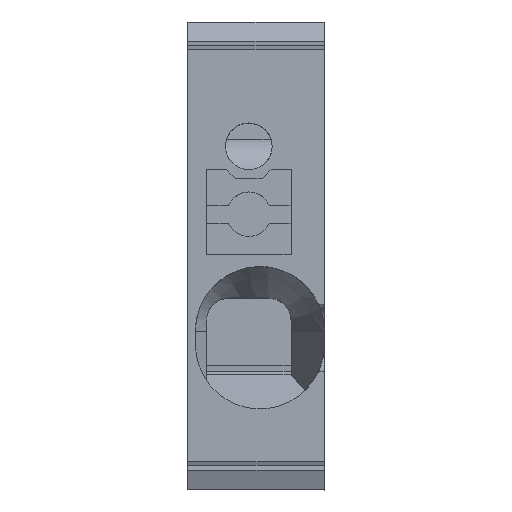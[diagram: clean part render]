
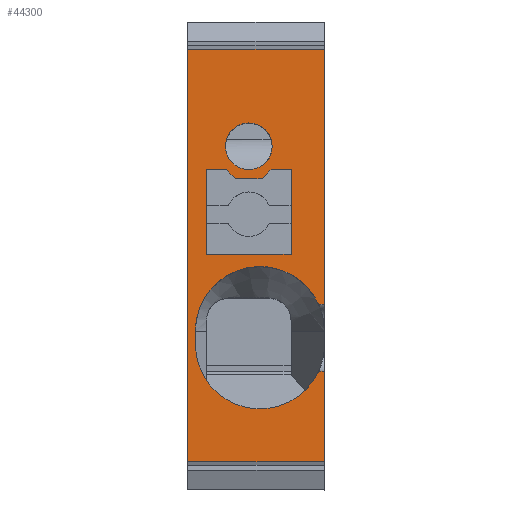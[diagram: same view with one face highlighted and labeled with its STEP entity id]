
A CAD part, top view. The second image highlights one B-rep face of the part: STEP entity #44300.
In plain terms, the highlighted face is planar.
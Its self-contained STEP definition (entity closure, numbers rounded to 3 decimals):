
#730=CARTESIAN_POINT('',(1.623,-21.172,
1.55));
#740=VERTEX_POINT('',#730);
#790=CARTESIAN_POINT('',(-35.556,-22.418,
1.55));
#800=DIRECTION('',(-0.999,-0.034,
0.));
#810=VECTOR('',#800,1.);
#820=LINE('',#790,#810);
#830=CARTESIAN_POINT('',(-9.844,-21.556,
1.55));
#840=VERTEX_POINT('',#830);
#850=EDGE_CURVE('',#740,#840,#820,.T.);
#4150=CARTESIAN_POINT('',(8.692,-20.935,
1.55));
#4160=VERTEX_POINT('',#4150);
#4190=CARTESIAN_POINT('',(4.621,-21.071,
1.55));
#4200=VERTEX_POINT('',#4190);
#4210=EDGE_CURVE('',#4160,#4200,#820,.T.);
#6080=CARTESIAN_POINT('',(-9.844,-21.556,
-4.6));
#6090=VERTEX_POINT('',#6080);
#6120=CARTESIAN_POINT('',(0.,-21.226,
-4.6));
#6130=DIRECTION('',(0.999,0.034,
0.));
#6140=VECTOR('',#6130,1.);
#6150=LINE('',#6120,#6140);
#6160=CARTESIAN_POINT('',(8.692,-20.935,
-4.6));
#6170=VERTEX_POINT('',#6160);
#6180=EDGE_CURVE('',#6090,#6170,#6150,.T.);
#40130=CARTESIAN_POINT('',(4.621,-21.071,0.));
#40140=DIRECTION('',(0.,0.,1.));
#40150=VECTOR('',#40140,1.);
#40160=LINE('',#40130,#40150);
#40170=CARTESIAN_POINT('',(4.621,-21.071,
1.29));
#40180=VERTEX_POINT('',#40170);
#40190=EDGE_CURVE('',#40180,#4200,#40160,.T.);
#42530=CARTESIAN_POINT('',(-4.424,-21.375,
0.05));
#42540=VERTEX_POINT('',#42530);
#42710=CARTESIAN_POINT('',(-4.424,-21.375,
-0.85));
#42720=VERTEX_POINT('',#42710);
#42750=CARTESIAN_POINT('',(-4.424,-21.375,0.));
#42760=DIRECTION('',(0.,0.,-1.));
#42770=VECTOR('',#42760,1.);
#42780=LINE('',#42750,#42770);
#42790=EDGE_CURVE('',#42540,#42720,#42780,.T.);
#42910=CARTESIAN_POINT('',(8.25,-20.95,
1.55));
#42920=DIRECTION('',(-0.034,0.999,
0.));
#42930=DIRECTION('',(0.999,0.034,
0.));
#42940=AXIS2_PLACEMENT_3D('',#42910,#42920,#42930);
#42950=PLANE('',#42940);
#42960=ORIENTED_EDGE('',*,*,#42790,.F.);
#42970=CARTESIAN_POINT('',(-5.273,-21.403,0.));
#42980=DIRECTION('',(0.707,0.024,
-0.707));
#42990=VECTOR('',#42980,1.);
#43000=LINE('',#42970,#42990);
#43010=CARTESIAN_POINT('',(-4.324,-21.371,
-0.95));
#43020=VERTEX_POINT('',#43010);
#43030=EDGE_CURVE('',#42720,#43020,#43000,.T.);
#43040=ORIENTED_EDGE('',*,*,#43030,.F.);
#43050=CARTESIAN_POINT('',(-5.273,-21.403,0.));
#43060=DIRECTION('',(0.707,0.024,
-0.707));
#43070=VECTOR('',#43060,1.);
#43080=LINE('',#43050,#43070);
#43090=CARTESIAN_POINT('',(-4.024,-21.361,
-1.25));
#43100=VERTEX_POINT('',#43090);
#43110=EDGE_CURVE('',#43020,#43100,#43080,.T.);
#43120=ORIENTED_EDGE('',*,*,#43110,.F.);
#43130=CARTESIAN_POINT('',(-4.024,-21.361,0.));
#43140=DIRECTION('',(0.,0.,-1.));
#43150=VECTOR('',#43140,1.);
#43160=LINE('',#43130,#43150);
#43170=CARTESIAN_POINT('',(-4.024,-21.361,
-2.45));
#43180=VERTEX_POINT('',#43170);
#43190=EDGE_CURVE('',#43100,#43180,#43160,.T.);
#43200=ORIENTED_EDGE('',*,*,#43190,.F.);
#43210=CARTESIAN_POINT('',(-1.575,-21.279,0.));
#43220=DIRECTION('',(-0.707,-0.024,
-0.707));
#43230=VECTOR('',#43220,1.);
#43240=LINE('',#43210,#43230);
#43250=CARTESIAN_POINT('',(-4.424,-21.375,
-2.85));
#43260=VERTEX_POINT('',#43250);
#43270=EDGE_CURVE('',#43180,#43260,#43240,.T.);
#43280=ORIENTED_EDGE('',*,*,#43270,.F.);
#43290=CARTESIAN_POINT('',(-4.424,-21.375,0.));
#43300=DIRECTION('',(0.,0.,-1.));
#43310=VECTOR('',#43300,1.);
#43320=LINE('',#43290,#43310);
#43330=CARTESIAN_POINT('',(-4.424,-21.375,
-3.75));
#43340=VERTEX_POINT('',#43330);
#43350=EDGE_CURVE('',#43260,#43340,#43320,.T.);
#43360=ORIENTED_EDGE('',*,*,#43350,.F.);
#43370=CARTESIAN_POINT('',(0.,-21.226,
-3.75));
#43380=DIRECTION('',(0.999,0.034,
0.));
#43390=VECTOR('',#43380,1.);
#43400=LINE('',#43370,#43390);
#43410=CARTESIAN_POINT('',(-0.626,-21.247,
-3.75));
#43420=VERTEX_POINT('',#43410);
#43430=EDGE_CURVE('',#43340,#43420,#43400,.T.);
#43440=ORIENTED_EDGE('',*,*,#43430,.F.);
#43450=CARTESIAN_POINT('',(-0.626,-21.247,0.));
#43460=DIRECTION('',(0.,0.,1.));
#43470=VECTOR('',#43460,1.);
#43480=LINE('',#43450,#43470);
#43490=CARTESIAN_POINT('',(-0.626,-21.247,
0.05));
#43500=VERTEX_POINT('',#43490);
#43510=EDGE_CURVE('',#43420,#43500,#43480,.T.);
#43520=ORIENTED_EDGE('',*,*,#43510,.F.);
#43530=CARTESIAN_POINT('',(0.,-21.226,
0.05));
#43540=DIRECTION('',(-0.999,-0.034,
0.));
#43550=VECTOR('',#43540,1.);
#43560=LINE('',#43530,#43550);
#43570=EDGE_CURVE('',#43500,#42540,#43560,.T.);
#43580=ORIENTED_EDGE('',*,*,#43570,.F.);
#43590=EDGE_LOOP('',(#43580,#43520,#43440,#43360,#43280,#43200,#43120,
#43040,#42960));
#43600=FACE_BOUND('',#43590,.T.);
#43610=CARTESIAN_POINT('',(-5.473,-21.41,
-1.85));
#43620=DIRECTION('',(0.034,-0.999,
0.));
#43630=DIRECTION('',(-0.999,-0.034,
0.));
#43640=AXIS2_PLACEMENT_3D('',#43610,#43620,#43630);
#43650=CIRCLE('',#43640,1.05);
#43660=CARTESIAN_POINT('',(-4.467,-21.376,
-2.15));
#43670=VERTEX_POINT('',#43660);
#43680=CARTESIAN_POINT('',(-4.424,-21.375,
-1.85));
#43690=VERTEX_POINT('',#43680);
#43700=EDGE_CURVE('',#43670,#43690,#43650,.T.);
#43710=ORIENTED_EDGE('',*,*,#43700,.F.);
#43720=CARTESIAN_POINT('',(-6.522,-21.445,
-1.85));
#43730=VERTEX_POINT('',#43720);
#43740=EDGE_CURVE('',#43690,#43730,#43650,.T.);
#43750=ORIENTED_EDGE('',*,*,#43740,.F.);
#43760=EDGE_CURVE('',#43730,#43670,#43650,.T.);
#43770=ORIENTED_EDGE('',*,*,#43760,.F.);
#43780=EDGE_LOOP('',(#43770,#43750,#43710));
#43790=FACE_BOUND('',#43780,.T.);
#43800=ORIENTED_EDGE('',*,*,#850,.T.);
#43810=CARTESIAN_POINT('',(1.623,-21.172,0.));
#43820=DIRECTION('',(0.,0.,-1.));
#43830=VECTOR('',#43820,1.);
#43840=LINE('',#43810,#43830);
#43850=CARTESIAN_POINT('',(1.623,-21.172,
1.29));
#43860=VERTEX_POINT('',#43850);
#43870=EDGE_CURVE('',#740,#43860,#43840,.T.);
#43880=ORIENTED_EDGE('',*,*,#43870,.F.);
#43890=CARTESIAN_POINT('',(2.822,-21.132,
-1.35));
#43900=DIRECTION('',(0.034,-0.999,
0.));
#43910=DIRECTION('',(-0.999,-0.034,
0.));
#43920=AXIS2_PLACEMENT_3D('',#43890,#43900,#43910);
#43930=CIRCLE('',#43920,2.9);
#43940=CARTESIAN_POINT('',(2.791,-21.133,
-4.25));
#43950=VERTEX_POINT('',#43940);
#43960=EDGE_CURVE('',#43860,#43950,#43930,.T.);
#43970=ORIENTED_EDGE('',*,*,#43960,.F.);
#43980=CARTESIAN_POINT('',(0.,-21.226,-4.25));
#43990=DIRECTION('',(0.999,0.034,
0.));
#44000=VECTOR('',#43990,1.);
#44010=LINE('',#43980,#44000);
#44020=CARTESIAN_POINT('',(3.422,-21.112,
-4.25));
#44030=VERTEX_POINT('',#44020);
#44040=EDGE_CURVE('',#43950,#44030,#44010,.T.);
#44050=ORIENTED_EDGE('',*,*,#44040,.F.);
#44060=CARTESIAN_POINT('',(3.422,-21.112,
-1.35));
#44070=DIRECTION('',(0.034,-0.999,
0.));
#44080=DIRECTION('',(-0.999,-0.034,
0.));
#44090=AXIS2_PLACEMENT_3D('',#44060,#44070,#44080);
#44100=CIRCLE('',#44090,2.9);
#44110=EDGE_CURVE('',#44030,#40180,#44100,.T.);
#44120=ORIENTED_EDGE('',*,*,#44110,.F.);
#44130=ORIENTED_EDGE('',*,*,#40190,.F.);
#44140=ORIENTED_EDGE('',*,*,#4210,.T.);
#44150=CARTESIAN_POINT('',(8.692,-20.935,
0.));
#44160=DIRECTION('',(0.,0.,1.));
#44170=VECTOR('',#44160,1.);
#44180=LINE('',#44150,#44170);
#44190=EDGE_CURVE('',#6170,#4160,#44180,.T.);
#44200=ORIENTED_EDGE('',*,*,#44190,.T.);
#44210=ORIENTED_EDGE('',*,*,#6180,.T.);
#44220=CARTESIAN_POINT('',(-9.844,-21.556,
0.));
#44230=DIRECTION('',(0.,0.,1.));
#44240=VECTOR('',#44230,1.);
#44250=LINE('',#44220,#44240);
#44260=EDGE_CURVE('',#6090,#840,#44250,.T.);
#44270=ORIENTED_EDGE('',*,*,#44260,.F.);
#44280=EDGE_LOOP('',(#44270,#44210,#44200,#44140,#44130,#44120,#44050,
#43970,#43880,#43800));
#44290=FACE_OUTER_BOUND('',#44280,.T.);
#44300=ADVANCED_FACE('',(#43600,#43790,#44290),#42950,.F.);
